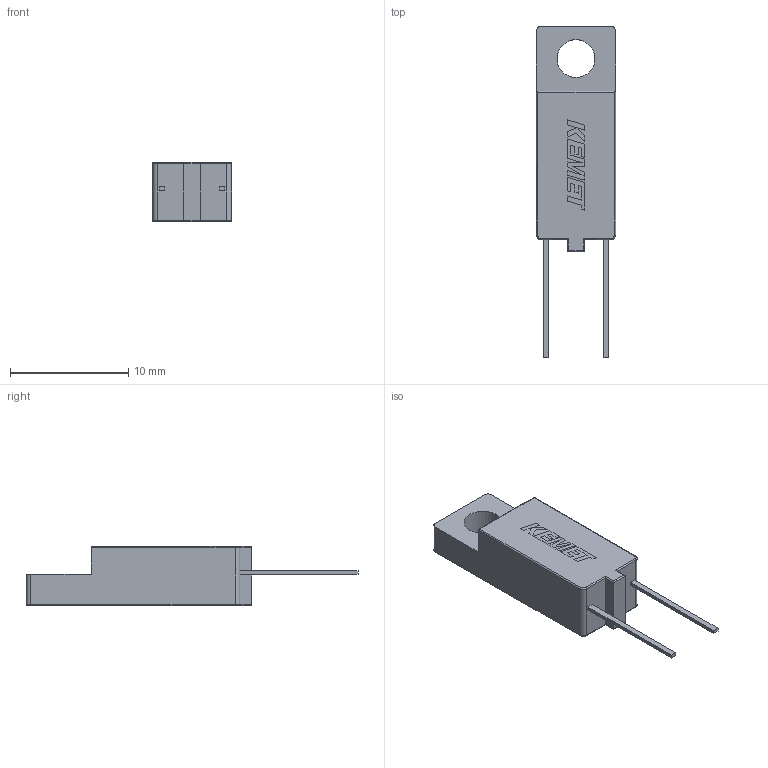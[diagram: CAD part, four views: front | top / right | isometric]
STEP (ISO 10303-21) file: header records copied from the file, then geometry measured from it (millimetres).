
FILE_DESCRIPTION (( 'STEP AP214' ), '1' );
FILE_NAME ('Default.STEP', '2018-06-08T17:37:56', ( '' ), ( '' ), 'SwSTEP 2.0', 'SolidWorks 2014', '' );
FILE_SCHEMA (( 'AUTOMOTIVE_DESIGN' ));
Length unit declared in the file: millimetre
Products named in the file (1): Default
Bounding box: 6.7 x 28.1 x 5 mm (x, y, z)
Volume: 507.4 mm3; surface area: 512.7 mm2
Topology: 1 solids, 1 shells, 106 faces, 273 edges, 174 vertices
Faces by surface type: plane 76, cylinder 22, torus 8
Entity records: 3769 total; most frequent: CARTESIAN_POINT 584, ORIENTED_EDGE 546, DIRECTION 511, EDGE_CURVE 273, VECTOR 229, LINE 229, VERTEX_POINT 174, AXIS2_PLACEMENT_3D 141
